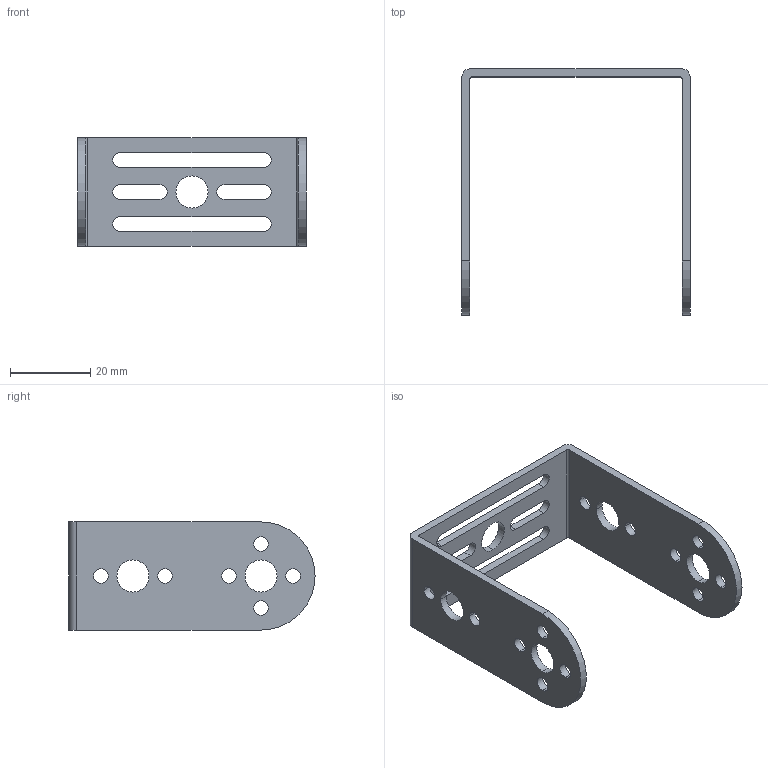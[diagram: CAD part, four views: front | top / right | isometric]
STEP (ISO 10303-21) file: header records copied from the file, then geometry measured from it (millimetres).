
FILE_DESCRIPTION (( 'STEP AP214' ), '1' );
FILE_NAME ('tetrix_39593_scale_pivot_arm1.step', '2017-10-17T01:22:29', ( '' ), ( '' ), 'SwSTEP 2.0', 'SolidWorks 2017', '' );
FILE_SCHEMA (( 'AUTOMOTIVE_DESIGN' ));
Length unit declared in the file: millimetre
Products named in the file (1): tetrix_39593_scale_pivot_arm1
Bounding box: 57 x 61.5 x 27 mm (x, y, z)
Volume: 7620.1 mm3; surface area: 9359.4 mm2
Topology: 1 solids, 1 shells, 64 faces, 186 edges, 124 vertices
Faces by surface type: cylinder 48, plane 16
Entity records: 2284 total; most frequent: DIRECTION 412, CARTESIAN_POINT 375, ORIENTED_EDGE 372, EDGE_CURVE 186, AXIS2_PLACEMENT_3D 161, VERTEX_POINT 124, EDGE_LOOP 106, CIRCLE 96
